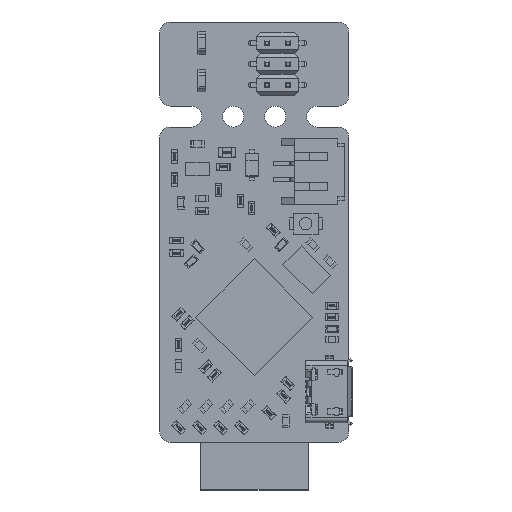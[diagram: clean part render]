
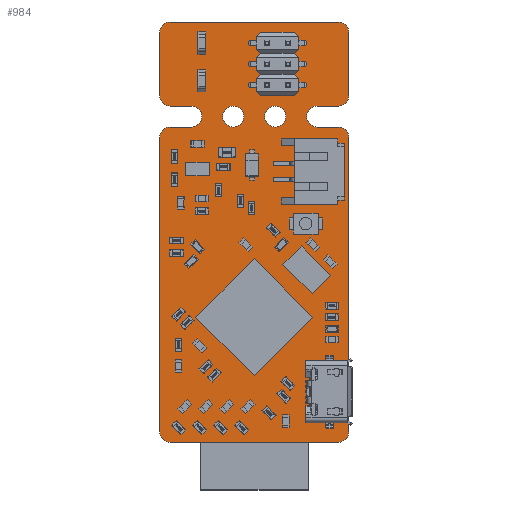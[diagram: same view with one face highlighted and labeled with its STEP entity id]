
A CAD part, top view. The second image highlights one B-rep face of the part: STEP entity #984.
In plain terms, the highlighted planar face has unit normal (0, 0, 1).
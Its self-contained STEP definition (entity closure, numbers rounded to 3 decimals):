
#251 = VERTEX_POINT('',#252);
#252 = CARTESIAN_POINT('',(26.67,25.4,0.));
#258 = EDGE_CURVE('',#251,#259,#261,.T.);
#259 = VERTEX_POINT('',#260);
#260 = CARTESIAN_POINT('',(25.4,26.67,0.));
#261 = CIRCLE('',#262,1.27);
#262 = AXIS2_PLACEMENT_3D('',#263,#264,#265);
#263 = CARTESIAN_POINT('',(26.67,26.67,0.));
#264 = DIRECTION('',(0.,0.,-1.));
#265 = DIRECTION('',(0.,-1.,0.));
#291 = EDGE_CURVE('',#259,#292,#294,.T.);
#292 = VERTEX_POINT('',#293);
#293 = CARTESIAN_POINT('',(25.4,62.23,0.));
#294 = LINE('',#295,#296);
#295 = CARTESIAN_POINT('',(25.4,26.67,0.));
#296 = VECTOR('',#297,1.);
#297 = DIRECTION('',(0.,1.,0.));
#322 = EDGE_CURVE('',#292,#323,#325,.T.);
#323 = VERTEX_POINT('',#324);
#324 = CARTESIAN_POINT('',(26.67,63.5,0.));
#325 = CIRCLE('',#326,1.27);
#326 = AXIS2_PLACEMENT_3D('',#327,#328,#329);
#327 = CARTESIAN_POINT('',(26.67,62.23,0.));
#328 = DIRECTION('',(0.,0.,-1.));
#329 = DIRECTION('',(-1.,0.,0.));
#355 = EDGE_CURVE('',#323,#356,#358,.T.);
#356 = VERTEX_POINT('',#357);
#357 = CARTESIAN_POINT('',(29.21,63.5,0.));
#358 = LINE('',#359,#360);
#359 = CARTESIAN_POINT('',(26.67,63.5,0.));
#360 = VECTOR('',#361,1.);
#361 = DIRECTION('',(1.,0.,0.));
#386 = EDGE_CURVE('',#356,#387,#389,.T.);
#387 = VERTEX_POINT('',#388);
#388 = CARTESIAN_POINT('',(29.21,66.04,0.));
#389 = CIRCLE('',#390,1.27);
#390 = AXIS2_PLACEMENT_3D('',#391,#392,#393);
#391 = CARTESIAN_POINT('',(29.21,64.77,0.));
#392 = DIRECTION('',(0.,0.,1.));
#393 = DIRECTION('',(0.,-1.,0.));
#419 = EDGE_CURVE('',#387,#420,#422,.T.);
#420 = VERTEX_POINT('',#421);
#421 = CARTESIAN_POINT('',(26.67,66.04,0.));
#422 = LINE('',#423,#424);
#423 = CARTESIAN_POINT('',(29.21,66.04,0.));
#424 = VECTOR('',#425,1.);
#425 = DIRECTION('',(-1.,0.,0.));
#450 = EDGE_CURVE('',#420,#451,#453,.T.);
#451 = VERTEX_POINT('',#452);
#452 = CARTESIAN_POINT('',(25.4,67.31,0.));
#453 = CIRCLE('',#454,1.27);
#454 = AXIS2_PLACEMENT_3D('',#455,#456,#457);
#455 = CARTESIAN_POINT('',(26.67,67.31,0.));
#456 = DIRECTION('',(0.,0.,-1.));
#457 = DIRECTION('',(0.,-1.,0.));
#483 = EDGE_CURVE('',#451,#484,#486,.T.);
#484 = VERTEX_POINT('',#485);
#485 = CARTESIAN_POINT('',(25.4,74.93,0.));
#486 = LINE('',#487,#488);
#487 = CARTESIAN_POINT('',(25.4,67.31,0.));
#488 = VECTOR('',#489,1.);
#489 = DIRECTION('',(0.,1.,0.));
#514 = EDGE_CURVE('',#484,#515,#517,.T.);
#515 = VERTEX_POINT('',#516);
#516 = CARTESIAN_POINT('',(26.67,76.2,0.));
#517 = CIRCLE('',#518,1.27);
#518 = AXIS2_PLACEMENT_3D('',#519,#520,#521);
#519 = CARTESIAN_POINT('',(26.67,74.93,0.));
#520 = DIRECTION('',(0.,0.,-1.));
#521 = DIRECTION('',(-1.,0.,0.));
#547 = EDGE_CURVE('',#515,#548,#550,.T.);
#548 = VERTEX_POINT('',#549);
#549 = CARTESIAN_POINT('',(46.99,76.2,0.));
#550 = LINE('',#551,#552);
#551 = CARTESIAN_POINT('',(26.67,76.2,0.));
#552 = VECTOR('',#553,1.);
#553 = DIRECTION('',(1.,0.,0.));
#578 = EDGE_CURVE('',#548,#579,#581,.T.);
#579 = VERTEX_POINT('',#580);
#580 = CARTESIAN_POINT('',(48.26,74.93,0.));
#581 = CIRCLE('',#582,1.27);
#582 = AXIS2_PLACEMENT_3D('',#583,#584,#585);
#583 = CARTESIAN_POINT('',(46.99,74.93,0.));
#584 = DIRECTION('',(0.,0.,-1.));
#585 = DIRECTION('',(0.,1.,0.));
#611 = EDGE_CURVE('',#579,#612,#614,.T.);
#612 = VERTEX_POINT('',#613);
#613 = CARTESIAN_POINT('',(48.26,67.31,0.));
#614 = LINE('',#615,#616);
#615 = CARTESIAN_POINT('',(48.26,74.93,0.));
#616 = VECTOR('',#617,1.);
#617 = DIRECTION('',(0.,-1.,0.));
#642 = EDGE_CURVE('',#612,#643,#645,.T.);
#643 = VERTEX_POINT('',#644);
#644 = CARTESIAN_POINT('',(46.99,66.04,0.));
#645 = CIRCLE('',#646,1.27);
#646 = AXIS2_PLACEMENT_3D('',#647,#648,#649);
#647 = CARTESIAN_POINT('',(46.99,67.31,0.));
#648 = DIRECTION('',(0.,0.,-1.));
#649 = DIRECTION('',(1.,0.,0.));
#675 = EDGE_CURVE('',#643,#676,#678,.T.);
#676 = VERTEX_POINT('',#677);
#677 = CARTESIAN_POINT('',(44.45,66.04,0.));
#678 = LINE('',#679,#680);
#679 = CARTESIAN_POINT('',(46.99,66.04,0.));
#680 = VECTOR('',#681,1.);
#681 = DIRECTION('',(-1.,0.,0.));
#706 = EDGE_CURVE('',#676,#707,#709,.T.);
#707 = VERTEX_POINT('',#708);
#708 = CARTESIAN_POINT('',(44.45,63.5,0.));
#709 = CIRCLE('',#710,1.27);
#710 = AXIS2_PLACEMENT_3D('',#711,#712,#713);
#711 = CARTESIAN_POINT('',(44.45,64.77,0.));
#712 = DIRECTION('',(0.,0.,1.));
#713 = DIRECTION('',(0.,1.,0.));
#739 = EDGE_CURVE('',#707,#740,#742,.T.);
#740 = VERTEX_POINT('',#741);
#741 = CARTESIAN_POINT('',(46.99,63.5,0.));
#742 = LINE('',#743,#744);
#743 = CARTESIAN_POINT('',(44.45,63.5,0.));
#744 = VECTOR('',#745,1.);
#745 = DIRECTION('',(1.,0.,0.));
#770 = EDGE_CURVE('',#740,#771,#773,.T.);
#771 = VERTEX_POINT('',#772);
#772 = CARTESIAN_POINT('',(48.26,62.23,0.));
#773 = CIRCLE('',#774,1.27);
#774 = AXIS2_PLACEMENT_3D('',#775,#776,#777);
#775 = CARTESIAN_POINT('',(46.99,62.23,0.));
#776 = DIRECTION('',(0.,0.,-1.));
#777 = DIRECTION('',(0.,1.,0.));
#803 = EDGE_CURVE('',#771,#804,#806,.T.);
#804 = VERTEX_POINT('',#805);
#805 = CARTESIAN_POINT('',(48.26,26.67,0.));
#806 = LINE('',#807,#808);
#807 = CARTESIAN_POINT('',(48.26,62.23,0.));
#808 = VECTOR('',#809,1.);
#809 = DIRECTION('',(0.,-1.,0.));
#834 = EDGE_CURVE('',#804,#835,#837,.T.);
#835 = VERTEX_POINT('',#836);
#836 = CARTESIAN_POINT('',(46.99,25.4,0.));
#837 = CIRCLE('',#838,1.27);
#838 = AXIS2_PLACEMENT_3D('',#839,#840,#841);
#839 = CARTESIAN_POINT('',(46.99,26.67,0.));
#840 = DIRECTION('',(0.,0.,-1.));
#841 = DIRECTION('',(1.,0.,0.));
#867 = EDGE_CURVE('',#835,#251,#868,.T.);
#868 = LINE('',#869,#870);
#869 = CARTESIAN_POINT('',(46.99,25.4,0.));
#870 = VECTOR('',#871,1.);
#871 = DIRECTION('',(-1.,0.,0.));
#891 = VERTEX_POINT('',#892);
#892 = CARTESIAN_POINT('',(35.56,64.77,0.));
#898 = EDGE_CURVE('',#891,#891,#899,.T.);
#899 = CIRCLE('',#900,1.27);
#900 = AXIS2_PLACEMENT_3D('',#901,#902,#903);
#901 = CARTESIAN_POINT('',(34.29,64.77,0.));
#902 = DIRECTION('',(0.,0.,1.));
#903 = DIRECTION('',(1.,0.,0.));
#924 = VERTEX_POINT('',#925);
#925 = CARTESIAN_POINT('',(40.64,64.77,0.));
#931 = EDGE_CURVE('',#924,#924,#932,.T.);
#932 = CIRCLE('',#933,1.27);
#933 = AXIS2_PLACEMENT_3D('',#934,#935,#936);
#934 = CARTESIAN_POINT('',(39.37,64.77,0.));
#935 = DIRECTION('',(0.,0.,1.));
#936 = DIRECTION('',(1.,0.,0.));
#984 = ADVANCED_FACE('',(#985,#1007,#1010),#1013,.T.);
#985 = FACE_BOUND('',#986,.F.);
#986 = EDGE_LOOP('',(#987,#988,#989,#990,#991,#992,#993,#994,#995,#996,
    #997,#998,#999,#1000,#1001,#1002,#1003,#1004,#1005,#1006));
#987 = ORIENTED_EDGE('',*,*,#258,.T.);
#988 = ORIENTED_EDGE('',*,*,#291,.T.);
#989 = ORIENTED_EDGE('',*,*,#322,.T.);
#990 = ORIENTED_EDGE('',*,*,#355,.T.);
#991 = ORIENTED_EDGE('',*,*,#386,.T.);
#992 = ORIENTED_EDGE('',*,*,#419,.T.);
#993 = ORIENTED_EDGE('',*,*,#450,.T.);
#994 = ORIENTED_EDGE('',*,*,#483,.T.);
#995 = ORIENTED_EDGE('',*,*,#514,.T.);
#996 = ORIENTED_EDGE('',*,*,#547,.T.);
#997 = ORIENTED_EDGE('',*,*,#578,.T.);
#998 = ORIENTED_EDGE('',*,*,#611,.T.);
#999 = ORIENTED_EDGE('',*,*,#642,.T.);
#1000 = ORIENTED_EDGE('',*,*,#675,.T.);
#1001 = ORIENTED_EDGE('',*,*,#706,.T.);
#1002 = ORIENTED_EDGE('',*,*,#739,.T.);
#1003 = ORIENTED_EDGE('',*,*,#770,.T.);
#1004 = ORIENTED_EDGE('',*,*,#803,.T.);
#1005 = ORIENTED_EDGE('',*,*,#834,.T.);
#1006 = ORIENTED_EDGE('',*,*,#867,.T.);
#1007 = FACE_BOUND('',#1008,.T.);
#1008 = EDGE_LOOP('',(#1009));
#1009 = ORIENTED_EDGE('',*,*,#898,.F.);
#1010 = FACE_BOUND('',#1011,.T.);
#1011 = EDGE_LOOP('',(#1012));
#1012 = ORIENTED_EDGE('',*,*,#931,.F.);
#1013 = PLANE('',#1014);
#1014 = AXIS2_PLACEMENT_3D('',#1015,#1016,#1017);
#1015 = CARTESIAN_POINT('',(26.67,25.4,0.));
#1016 = DIRECTION('',(0.,0.,1.));
#1017 = DIRECTION('',(1.,0.,0.));
